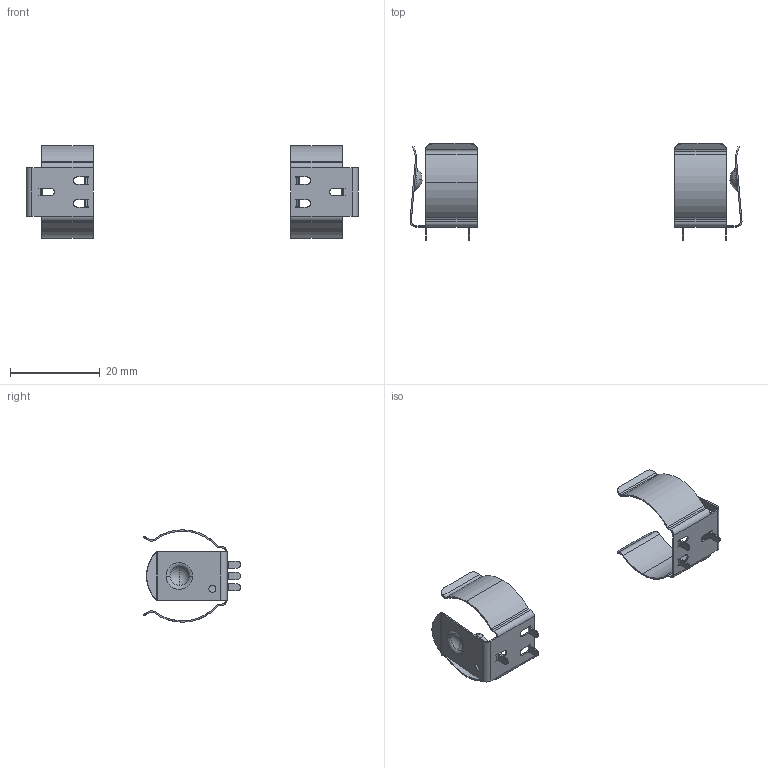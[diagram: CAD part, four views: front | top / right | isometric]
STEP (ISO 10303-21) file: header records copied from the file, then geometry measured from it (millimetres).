
FILE_DESCRIPTION(('FreeCAD Model'),'2;1');
FILE_NAME('Open CASCADE Shape Model','2021-05-30T21:19:18',( 'kicad StepUp'),('ksu MCAD'),'Open CASCADE STEP processor 7.5', 'FreeCAD','Unknown');
FILE_SCHEMA(('AUTOMOTIVE_DESIGN { 1 0 10303 214 1 1 1 1 }'));
Length unit declared in the file: millimetre
Products named in the file (1): 21700BatteryHolder-NoBattery
Bounding box: 73.95 x 21.69 x 20.57 mm (x, y, z)
Volume: 502 mm3; surface area: 3426 mm2
Topology: 2 solids, 2 shells, 272 faces, 644 edges, 372 vertices
Faces by surface type: plane 162, cylinder 94, sphere 8, torus 8
Entity records: 7697 total; most frequent: DIRECTION 1394, CARTESIAN_POINT 1329, ORIENTED_EDGE 1272, EDGE_CURVE 636, AXIS2_PLACEMENT_3D 501, LINE 392, VECTOR 392, VERTEX_POINT 372
